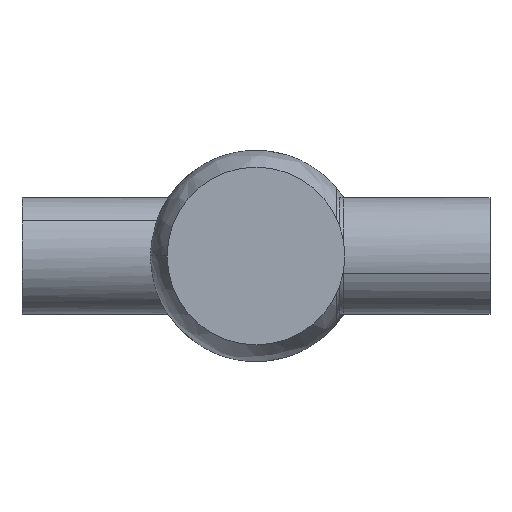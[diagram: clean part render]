
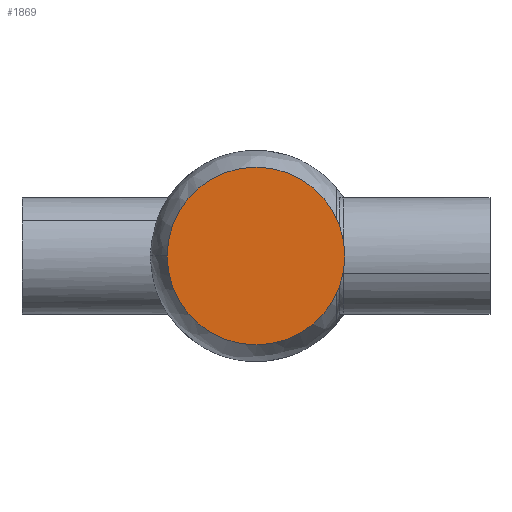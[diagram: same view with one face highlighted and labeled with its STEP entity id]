
A CAD part, front view. The second image highlights one B-rep face of the part: STEP entity #1869.
In plain terms, the highlighted planar face has unit normal (0, -1, 0).
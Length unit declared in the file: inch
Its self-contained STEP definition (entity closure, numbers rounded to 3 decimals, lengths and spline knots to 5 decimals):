
#136 = CARTESIAN_POINT ( 'NONE',  ( 0., -6.262, 0. ) ) ;
#138 = DIRECTION ( 'NONE',  ( -1., 0., 0. ) ) ;
#229 = CARTESIAN_POINT ( 'NONE',  ( -1.525, -6.262, 0. ) ) ;
#401 = DIRECTION ( 'NONE',  ( -1., 0., 0. ) ) ;
#455 = AXIS2_PLACEMENT_3D ( 'NONE', #1118, #3159, #2030 ) ;
#1022 = ORIENTED_EDGE ( 'NONE', *, *, #2427, .F. ) ;
#1063 = ORIENTED_EDGE ( 'NONE', *, *, #2613, .F. ) ;
#1118 = CARTESIAN_POINT ( 'NONE',  ( 0., -6.262, 0. ) ) ;
#1373 = PLANE ( 'NONE',  #455 ) ;
#1561 = AXIS2_PLACEMENT_3D ( 'NONE', #136, #1917, #401 ) ;
#1665 = DIRECTION ( 'NONE',  ( 0., 1., 0. ) ) ;
#1679 = CIRCLE ( 'NONE', #1561, 1.525 ) ;
#1755 = VERTEX_POINT ( 'NONE', #2144 ) ;
#1816 = EDGE_LOOP ( 'NONE', ( #1063, #1022 ) ) ;
#1869 = ADVANCED_FACE ( 'NONE', ( #2381 ), #1373, .F. ) ;
#1909 = AXIS2_PLACEMENT_3D ( 'NONE', #3182, #1665, #138 ) ;
#1917 = DIRECTION ( 'NONE',  ( 0., 1., 0. ) ) ;
#2030 = DIRECTION ( 'NONE',  ( -1., 0., 0. ) ) ;
#2144 = CARTESIAN_POINT ( 'NONE',  ( 1.525, -6.262, 0. ) ) ;
#2157 = VERTEX_POINT ( 'NONE', #229 ) ;
#2381 = FACE_OUTER_BOUND ( 'NONE', #1816, .T. ) ;
#2427 = EDGE_CURVE ( 'NONE', #1755, #2157, #1679, .T. ) ;
#2613 = EDGE_CURVE ( 'NONE', #2157, #1755, #3177, .T. ) ;
#3159 = DIRECTION ( 'NONE',  ( 0., 1., 0. ) ) ;
#3177 = CIRCLE ( 'NONE', #1909, 1.525 ) ;
#3182 = CARTESIAN_POINT ( 'NONE',  ( 0., -6.262, 0. ) ) ;
